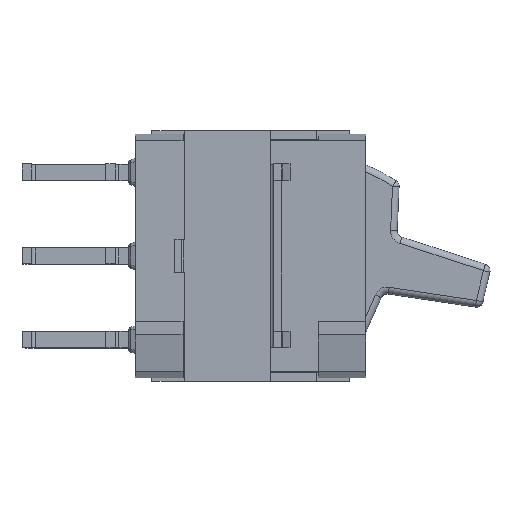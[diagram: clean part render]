
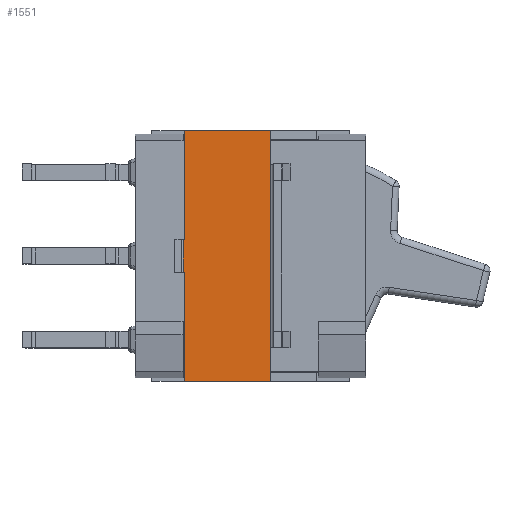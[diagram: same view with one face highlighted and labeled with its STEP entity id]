
A CAD part, top view. The second image highlights one B-rep face of the part: STEP entity #1551.
In plain terms, the highlighted planar face has unit normal (0, 0, 1).
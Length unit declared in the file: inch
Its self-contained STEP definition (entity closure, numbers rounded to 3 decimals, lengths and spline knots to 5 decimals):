
#1004=CARTESIAN_POINT('',(0.16142,-0.10984,0.09843));
#1005=VERTEX_POINT('',#1004);
#1448=CARTESIAN_POINT('',(0.16142,0.10984,0.09843));
#1449=VERTEX_POINT('',#1448);
#1457=CARTESIAN_POINT('',(0.16142,0.10984,0.09843));
#1458=DIRECTION('',(0.0,-1.0,0.0));
#1459=VECTOR('',#1458,0.21969);
#1460=LINE('',#1457,#1459);
#1461=EDGE_CURVE('',#1449,#1005,#1460,.T.);
#1473=CARTESIAN_POINT('',(0.16663,-0.16457,0.09843));
#1474=DIRECTION('',(0.0,0.0,1.0));
#1475=DIRECTION('',(1.0,0.0,0.0));
#1476=AXIS2_PLACEMENT_3D('',#1473,#1474,#1475);
#1477=PLANE('',#1476);
#1478=ORIENTED_EDGE('',*,*,#1461,.F.);
#1479=CARTESIAN_POINT('',(0.16142,0.14961,0.09843));
#1480=VERTEX_POINT('',#1479);
#1481=CARTESIAN_POINT('',(0.16142,0.10984,0.09843));
#1482=DIRECTION('',(0.0,1.0,0.0));
#1483=VECTOR('',#1482,0.03976);
#1484=LINE('',#1481,#1483);
#1485=EDGE_CURVE('',#1449,#1480,#1484,.T.);
#1486=ORIENTED_EDGE('',*,*,#1485,.T.);
#1487=CARTESIAN_POINT('',(0.05906,0.14961,0.09843));
#1488=VERTEX_POINT('',#1487);
#1489=CARTESIAN_POINT('',(0.05906,0.14961,0.09843));
#1490=DIRECTION('',(1.0,0.0,0.0));
#1491=VECTOR('',#1490,0.10236);
#1492=LINE('',#1489,#1491);
#1493=EDGE_CURVE('',#1488,#1480,#1492,.T.);
#1494=ORIENTED_EDGE('',*,*,#1493,.F.);
#1495=CARTESIAN_POINT('',(0.05906,0.01969,0.09843));
#1496=VERTEX_POINT('',#1495);
#1497=CARTESIAN_POINT('',(0.05906,0.14961,0.09843));
#1498=DIRECTION('',(0.0,-1.0,0.0));
#1499=VECTOR('',#1498,0.12992);
#1500=LINE('',#1497,#1499);
#1501=EDGE_CURVE('',#1488,#1496,#1500,.T.);
#1502=ORIENTED_EDGE('',*,*,#1501,.T.);
#1503=CARTESIAN_POINT('',(0.05709,0.01969,0.09843));
#1504=VERTEX_POINT('',#1503);
#1505=CARTESIAN_POINT('',(0.05906,0.01969,0.09843));
#1506=DIRECTION('',(-1.0,0.0,0.0));
#1507=VECTOR('',#1506,0.00197);
#1508=LINE('',#1505,#1507);
#1509=EDGE_CURVE('',#1496,#1504,#1508,.T.);
#1510=ORIENTED_EDGE('',*,*,#1509,.T.);
#1511=CARTESIAN_POINT('',(0.05709,-0.01969,0.09843));
#1512=VERTEX_POINT('',#1511);
#1513=CARTESIAN_POINT('',(0.05709,0.01969,0.09843));
#1514=DIRECTION('',(0.0,-1.0,0.0));
#1515=VECTOR('',#1514,0.03937);
#1516=LINE('',#1513,#1515);
#1517=EDGE_CURVE('',#1504,#1512,#1516,.T.);
#1518=ORIENTED_EDGE('',*,*,#1517,.T.);
#1519=CARTESIAN_POINT('',(0.05906,-0.01969,0.09843));
#1520=VERTEX_POINT('',#1519);
#1521=CARTESIAN_POINT('',(0.05709,-0.01969,0.09843));
#1522=DIRECTION('',(1.0,0.0,0.0));
#1523=VECTOR('',#1522,0.00197);
#1524=LINE('',#1521,#1523);
#1525=EDGE_CURVE('',#1512,#1520,#1524,.T.);
#1526=ORIENTED_EDGE('',*,*,#1525,.T.);
#1527=CARTESIAN_POINT('',(0.05906,-0.14961,0.09843));
#1528=VERTEX_POINT('',#1527);
#1529=CARTESIAN_POINT('',(0.05906,-0.01969,0.09843));
#1530=DIRECTION('',(0.0,-1.0,0.0));
#1531=VECTOR('',#1530,0.12992);
#1532=LINE('',#1529,#1531);
#1533=EDGE_CURVE('',#1520,#1528,#1532,.T.);
#1534=ORIENTED_EDGE('',*,*,#1533,.T.);
#1535=CARTESIAN_POINT('',(0.16142,-0.14961,0.09843));
#1536=VERTEX_POINT('',#1535);
#1537=CARTESIAN_POINT('',(0.16142,-0.14961,0.09843));
#1538=DIRECTION('',(-1.0,0.0,0.0));
#1539=VECTOR('',#1538,0.10236);
#1540=LINE('',#1537,#1539);
#1541=EDGE_CURVE('',#1536,#1528,#1540,.T.);
#1542=ORIENTED_EDGE('',*,*,#1541,.F.);
#1543=CARTESIAN_POINT('',(0.16142,-0.14961,0.09843));
#1544=DIRECTION('',(0.0,1.0,0.0));
#1545=VECTOR('',#1544,0.03976);
#1546=LINE('',#1543,#1545);
#1547=EDGE_CURVE('',#1536,#1005,#1546,.T.);
#1548=ORIENTED_EDGE('',*,*,#1547,.T.);
#1549=EDGE_LOOP('',(#1478,#1486,#1494,#1502,#1510,#1518,#1526,#1534,#1542,#1548));
#1550=FACE_OUTER_BOUND('',#1549,.T.);
#1551=ADVANCED_FACE('',(#1550),#1477,.T.);
